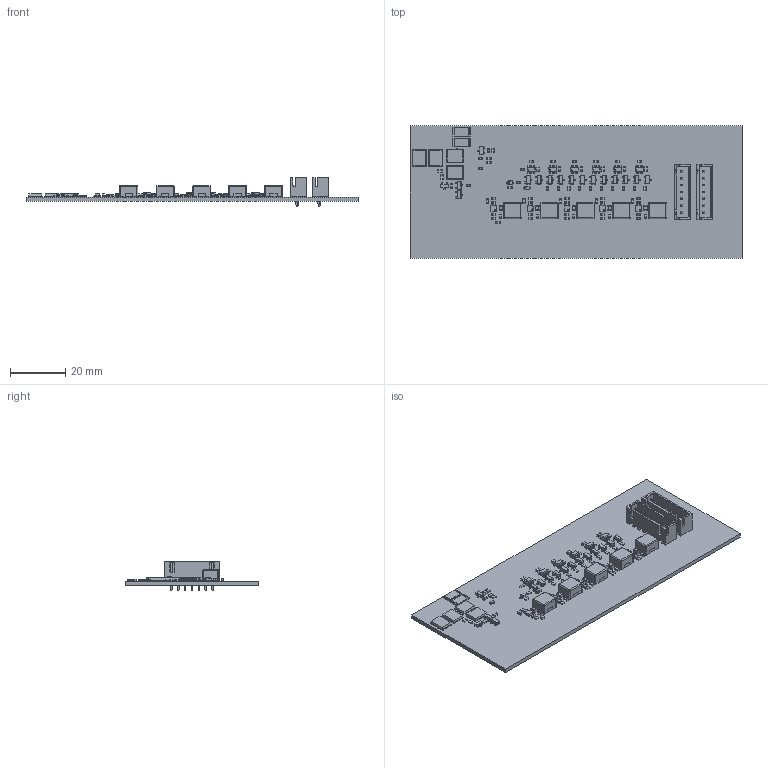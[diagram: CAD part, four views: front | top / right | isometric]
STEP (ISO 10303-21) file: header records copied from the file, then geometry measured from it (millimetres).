
FILE_DESCRIPTION(('KiCad electronic assembly'),'2;1');
FILE_NAME('Robobuoy_BMS_S6_V1_0.step','2025-12-07T16:52:49',('Pcbnew'),( 'Kicad'),'Open CASCADE STEP processor 7.9','KiCad to STEP converter' ,'Unknown');
FILE_SCHEMA(('AUTOMOTIVE_DESIGN { 1 0 10303 214 1 1 1 1 }'));
Length unit declared in the file: millimetre
Products named in the file (20): Robobuoy_BMS_S6_V1_0 1; Q_SOT-23; SOT-23-6; L_Sunlord_MWSA1206S-151; a959ff6e-8551-11ed-a139-00155d22e2d7; a959ff6e-8551-11ed-a139-00155d22e2d7_part; a95a00a4-8551-11ed-a139-00155d22e2d7; a95a00a4-8551-11ed-a139-00155d22e2d7_part; a95a011c-8551-11ed-a139-00155d22e2d7; a95a011c-8551-11ed-a139-00155d22e2d7_part; C_0805_2012Metric; PQFN-8-EP_6x5mm_P1.27mm_Generic; R_0603_1608Metric; LED_0603_1608Metric; C_0603_1608Metric; DFN-8-1EP_2x2mm_P0.5mm_EP0.6x1.2mm; D_SOD-323; R_2512_6332Metric; JST_XH_B7B-XH-A_1x07_P2.50mm_Vertical; Robobuoy_BMS_S6_V1_0_PCB
Assembly tree (120 placements, depth 5):
  Robobuoy_BMS_S6_V1_0 1
    Q_SOT-23  x16
    SOT-23-6  x6
    L_Sunlord_MWSA1206S-151  x5
      a959ff6e-8551-11ed-a139-00155d22e2d7
        a959ff6e-8551-11ed-a139-00155d22e2d7_part
        a95a00a4-8551-11ed-a139-00155d22e2d7
          a95a00a4-8551-11ed-a139-00155d22e2d7_part
        a95a011c-8551-11ed-a139-00155d22e2d7
          a95a011c-8551-11ed-a139-00155d22e2d7_part
    C_0805_2012Metric  x5
    PQFN-8-EP_6x5mm_P1.27mm_Generic  x4
    R_0603_1608Metric  x37
    LED_0603_1608Metric  x7
    C_0603_1608Metric  x22
    DFN-8-1EP_2x2mm_P0.5mm_EP0.6x1.2mm  x5
    D_SOD-323  x2
    R_2512_6332Metric  x2
    JST_XH_B7B-XH-A_1x07_P2.50mm_Vertical  x2
    Robobuoy_BMS_S6_V1_0_PCB
Bounding box: 120 x 48 x 10.4 mm (x, y, z)
Volume: 10583.8 mm3; surface area: 16458.4 mm2
Topology: 124 solids, 124 shells, 5382 faces, 13735 edges, 8688 vertices
Faces by surface type: plane 3521, cylinder 1111, bspline 750
Full cylindrical faces by diameter (mm): 0.4 x5, 0.95 x14
Entity records: 30850 total; most frequent: CARTESIAN_POINT 4851, ORIENTED_EDGE 4170, DIRECTION 3834, EDGE_CURVE 2085, LINE 1682, VECTOR 1682, VERTEX_POINT 1325, AXIS2_PLACEMENT_3D 1076
